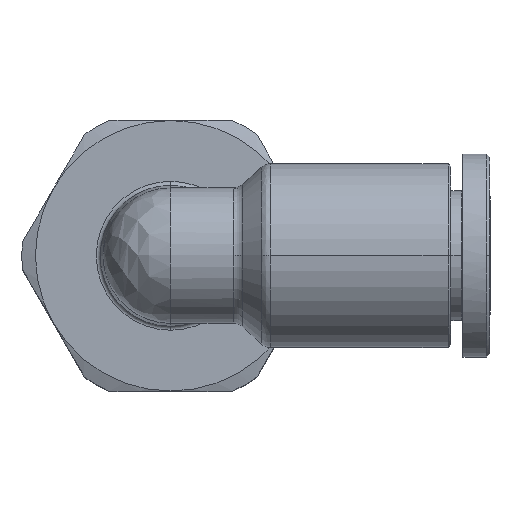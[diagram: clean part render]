
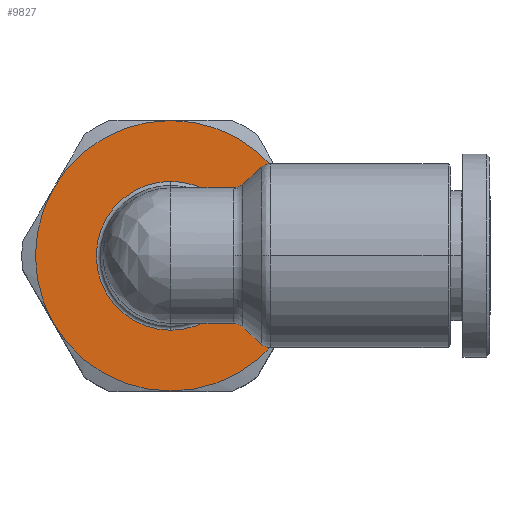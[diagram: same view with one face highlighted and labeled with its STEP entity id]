
A CAD part, top view. The second image highlights one B-rep face of the part: STEP entity #9827.
In plain terms, the highlighted planar face has unit normal (0, 0, 1).
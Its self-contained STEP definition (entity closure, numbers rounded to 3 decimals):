
#479 = CARTESIAN_POINT ( 'NONE',  ( -7.472, 0., -7.3 ) ) ;
#517 = CARTESIAN_POINT ( 'NONE',  ( -7.472, -5.504, -7.3 ) ) ;
#545 = CARTESIAN_POINT ( 'NONE',  ( -16.132, 5., -7.3 ) ) ;
#1150 = AXIS2_PLACEMENT_3D ( 'NONE', #2358, #4769, #3417 ) ;
#1312 = VERTEX_POINT ( 'NONE', #545 ) ;
#1607 = CIRCLE ( 'NONE', #3728, 10. ) ;
#2064 = EDGE_CURVE ( 'NONE', #6086, #16059, #15353, .T. ) ;
#2111 = DIRECTION ( 'NONE',  ( 0., 1., 0. ) ) ;
#2358 = CARTESIAN_POINT ( 'NONE',  ( -7.472, 0., -7.3 ) ) ;
#2531 = CARTESIAN_POINT ( 'NONE',  ( -7.472, 5.504, -7.3 ) ) ;
#2692 = VERTEX_POINT ( 'NONE', #15683 ) ;
#2792 = ORIENTED_EDGE ( 'NONE', *, *, #11446, .F. ) ;
#3164 = CIRCLE ( 'NONE', #14129, 5.504 ) ;
#3417 = DIRECTION ( 'NONE',  ( 0., 1., 0. ) ) ;
#3428 = CARTESIAN_POINT ( 'NONE',  ( -16.132, -5., -7.3 ) ) ;
#3728 = AXIS2_PLACEMENT_3D ( 'NONE', #13867, #5251, #7715 ) ;
#3747 = EDGE_CURVE ( 'NONE', #4437, #7739, #7651, .T. ) ;
#4417 = EDGE_LOOP ( 'NONE', ( #7725, #5541 ) ) ;
#4437 = VERTEX_POINT ( 'NONE', #2531 ) ;
#4477 = VERTEX_POINT ( 'NONE', #13718 ) ;
#4533 = EDGE_CURVE ( 'NONE', #7739, #4437, #3164, .T. ) ;
#4769 = DIRECTION ( 'NONE',  ( 0., 0., 1. ) ) ;
#4858 = CARTESIAN_POINT ( 'NONE',  ( -7.472, 0., -7.3 ) ) ;
#4997 = DIRECTION ( 'NONE',  ( 0., 0., 1. ) ) ;
#5062 = EDGE_LOOP ( 'NONE', ( #9383, #12376, #2792, #13116, #7551, #12605 ) ) ;
#5118 = CIRCLE ( 'NONE', #13963, 10. ) ;
#5251 = DIRECTION ( 'NONE',  ( 0., 0., -1. ) ) ;
#5541 = ORIENTED_EDGE ( 'NONE', *, *, #4533, .F. ) ;
#6034 = DIRECTION ( 'NONE',  ( 0., 0., -1. ) ) ;
#6086 = VERTEX_POINT ( 'NONE', #10903 ) ;
#6247 = DIRECTION ( 'NONE',  ( 0., 1., 0. ) ) ;
#6257 = DIRECTION ( 'NONE',  ( 0., 0., -1. ) ) ;
#6876 = DIRECTION ( 'NONE',  ( 0., 1., 0. ) ) ;
#7283 = DIRECTION ( 'NONE',  ( 0., 1., 0. ) ) ;
#7334 = EDGE_CURVE ( 'NONE', #16059, #1312, #11184, .T. ) ;
#7551 = ORIENTED_EDGE ( 'NONE', *, *, #12493, .F. ) ;
#7651 = CIRCLE ( 'NONE', #1150, 5.504 ) ;
#7715 = DIRECTION ( 'NONE',  ( 0., 1., 0. ) ) ;
#7725 = ORIENTED_EDGE ( 'NONE', *, *, #3747, .F. ) ;
#7739 = VERTEX_POINT ( 'NONE', #517 ) ;
#8022 = CIRCLE ( 'NONE', #8226, 10. ) ;
#8226 = AXIS2_PLACEMENT_3D ( 'NONE', #14559, #6034, #7283 ) ;
#8840 = AXIS2_PLACEMENT_3D ( 'NONE', #10698, #13389, #14511 ) ;
#9383 = ORIENTED_EDGE ( 'NONE', *, *, #7334, .F. ) ;
#9678 = DIRECTION ( 'NONE',  ( 0., 1., 0. ) ) ;
#9827 = ADVANCED_FACE ( 'NONE', ( #12173, #11965 ), #13625, .F. ) ;
#10698 = CARTESIAN_POINT ( 'NONE',  ( -7.472, 0., -7.3 ) ) ;
#10882 = EDGE_CURVE ( 'NONE', #1312, #11014, #8022, .T. ) ;
#10903 = CARTESIAN_POINT ( 'NONE',  ( -7.472, -10., -7.3 ) ) ;
#10928 = CARTESIAN_POINT ( 'NONE',  ( -7.472, 10., -7.3 ) ) ;
#11014 = VERTEX_POINT ( 'NONE', #10928 ) ;
#11016 = DIRECTION ( 'NONE',  ( 0., 0., -1. ) ) ;
#11184 = CIRCLE ( 'NONE', #14082, 10. ) ;
#11446 = EDGE_CURVE ( 'NONE', #4477, #6086, #5118, .T. ) ;
#11965 = FACE_OUTER_BOUND ( 'NONE', #5062, .T. ) ;
#12173 = FACE_BOUND ( 'NONE', #4417, .T. ) ;
#12196 = CARTESIAN_POINT ( 'NONE',  ( -7.472, 0., -7.3 ) ) ;
#12376 = ORIENTED_EDGE ( 'NONE', *, *, #2064, .F. ) ;
#12400 = CARTESIAN_POINT ( 'NONE',  ( -7.472, 0., -7.3 ) ) ;
#12493 = EDGE_CURVE ( 'NONE', #11014, #2692, #13299, .T. ) ;
#12605 = ORIENTED_EDGE ( 'NONE', *, *, #10882, .F. ) ;
#12928 = DIRECTION ( 'NONE',  ( 0., 0., -1. ) ) ;
#13044 = AXIS2_PLACEMENT_3D ( 'NONE', #14531, #15854, #2111 ) ;
#13116 = ORIENTED_EDGE ( 'NONE', *, *, #13264, .F. ) ;
#13264 = EDGE_CURVE ( 'NONE', #2692, #4477, #1607, .T. ) ;
#13299 = CIRCLE ( 'NONE', #13044, 10. ) ;
#13389 = DIRECTION ( 'NONE',  ( 0., 0., -1. ) ) ;
#13625 = PLANE ( 'NONE',  #15151 ) ;
#13718 = CARTESIAN_POINT ( 'NONE',  ( 1.188, -5., -7.3 ) ) ;
#13867 = CARTESIAN_POINT ( 'NONE',  ( -7.472, 0., -7.3 ) ) ;
#13963 = AXIS2_PLACEMENT_3D ( 'NONE', #4858, #11016, #9678 ) ;
#14082 = AXIS2_PLACEMENT_3D ( 'NONE', #479, #12928, #6876 ) ;
#14129 = AXIS2_PLACEMENT_3D ( 'NONE', #12400, #4997, #6247 ) ;
#14511 = DIRECTION ( 'NONE',  ( 0., 1., 0. ) ) ;
#14531 = CARTESIAN_POINT ( 'NONE',  ( -7.472, 0., -7.3 ) ) ;
#14559 = CARTESIAN_POINT ( 'NONE',  ( -7.472, 0., -7.3 ) ) ;
#15151 = AXIS2_PLACEMENT_3D ( 'NONE', #12196, #6257, #15949 ) ;
#15353 = CIRCLE ( 'NONE', #8840, 10. ) ;
#15683 = CARTESIAN_POINT ( 'NONE',  ( 1.188, 5., -7.3 ) ) ;
#15854 = DIRECTION ( 'NONE',  ( 0., 0., -1. ) ) ;
#15949 = DIRECTION ( 'NONE',  ( -1., 0., 0. ) ) ;
#16059 = VERTEX_POINT ( 'NONE', #3428 ) ;
